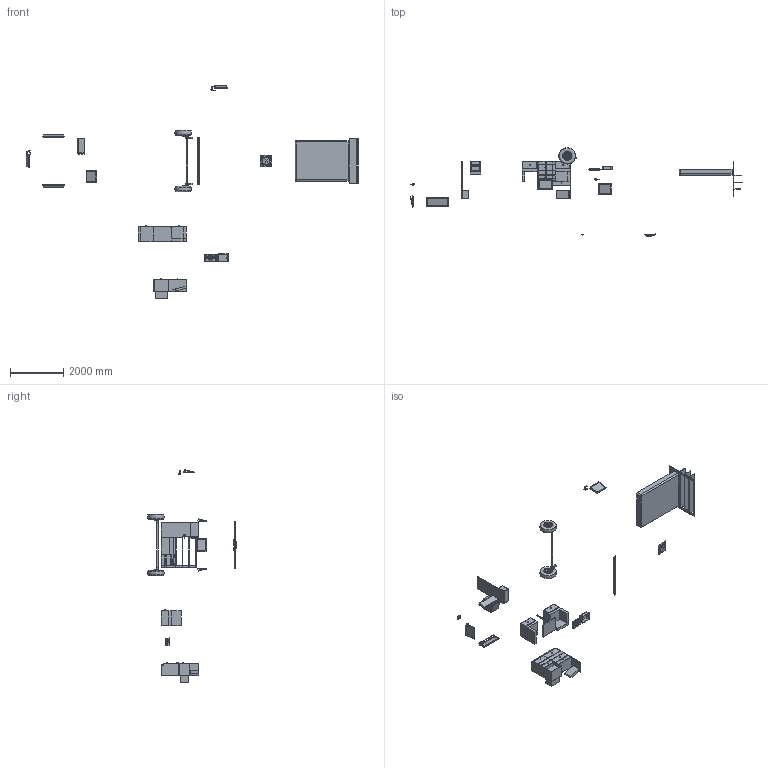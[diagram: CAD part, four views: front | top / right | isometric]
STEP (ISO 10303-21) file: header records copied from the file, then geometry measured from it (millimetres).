
FILE_DESCRIPTION(/* description */ (''),/* implementation_level */ '2;1');
FILE_NAME(/* name */ 'model_for_jess',/* time_stamp */ '2010-05-22T07:32:16-04:00',/* author */ (''),/* organization */ (''),/* preprocessor_version */ 'ST-DEVELOPER v11',/* originating_system */ 'UGS - NX 5.0',/* authorisation */ '');
FILE_SCHEMA (('AUTOMOTIVE_DESIGN { 1 0 10303 214 1 1 1 1 }'));
Products named in the file (1): Mike10EAtj8r
Bounding box: 12449.34 x 3323.02 x 7982.36 mm (x, y, z)
Volume: 1426880307.3 mm3; surface area: 44597579.3 mm2
Topology: 129 solids, 129 shells, 2370 faces, 5770 edges, 3623 vertices
Faces by surface type: plane 1558, cylinder 462, torus 136, cone 118, extrusion 68, bspline 16, sphere 12
Full cylindrical faces by diameter (mm): 12.7 x10, 14 x10, 14.287 x10, 15 x10, 19.05 x7, 21.835 x10, 22.225 x2, 25.4 x2, 26.492 x10, 27 x10, 29.718 x2, 31.75 x3, 44.45 x1, 50.8 x2, 66.675 x2, 82.55 x2, 152.4 x2, 184.15 x2, 290.942 x1, 304.8 x4, 311.15 x4, 330.2 x6, 336.55 x4
Entity records: 81377 total; most frequent: CARTESIAN_POINT 15430, ORIENTED_EDGE 10916, DIRECTION 10626, EDGE_CURVE 5458, VECTOR 3982, LINE 3914, VERTEX_POINT 3562, AXIS2_PLACEMENT_3D 3322
